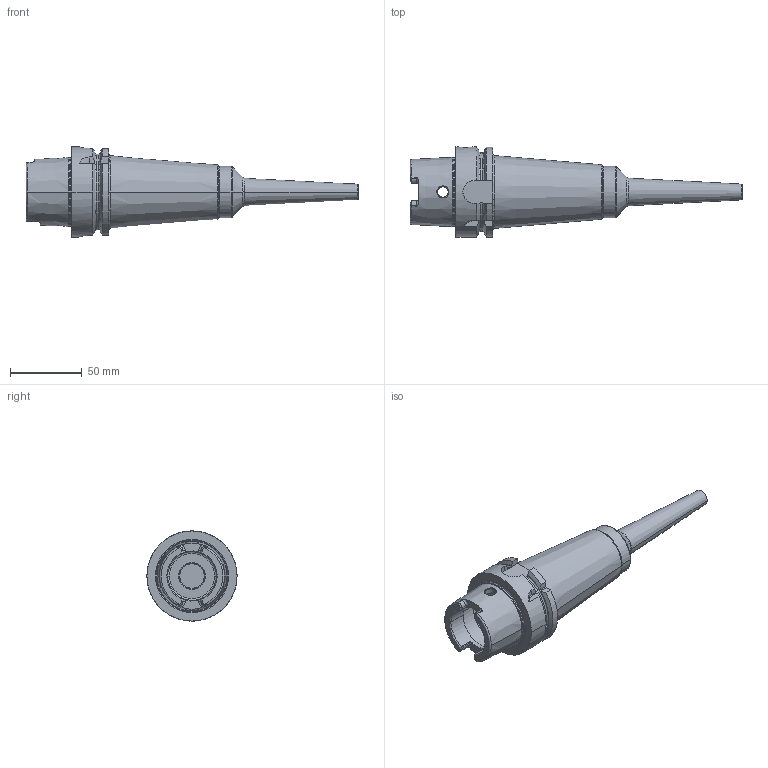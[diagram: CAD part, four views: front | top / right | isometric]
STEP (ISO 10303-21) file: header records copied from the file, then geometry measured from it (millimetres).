
FILE_DESCRIPTION((''),'2;1');
FILE_NAME('A63-186-05-8','2011-09-13T',('mei'),(''),'PRO/ENGINEER BY PARAMETRIC TECHNOLOGY CORPORATION, 2010430','PRO/ENGINEER BY PARAMETRIC TECHNOLOGY CORPORATION, 2010430','');
FILE_SCHEMA(('CONFIG_CONTROL_DESIGN'));
Length unit declared in the file: millimetre
Products named in the file (1): A63-186-05-8
Bounding box: 232 x 63 x 63 mm (x, y, z)
Volume: 230474.9 mm3; surface area: 37477.3 mm2
Topology: 1 solids, 2 shells, 190 faces, 476 edges, 289 vertices
Faces by surface type: plane 58, cylinder 48, torus 38, cone 36, bspline 8, extrusion 2
Entity records: 6900 total; most frequent: CARTESIAN_POINT 2428, ORIENTED_EDGE 948, DIRECTION 912, EDGE_CURVE 476, AXIS2_PLACEMENT_3D 365, VERTEX_POINT 289, EDGE_LOOP 195, FACE_OUTER_BOUND 190
